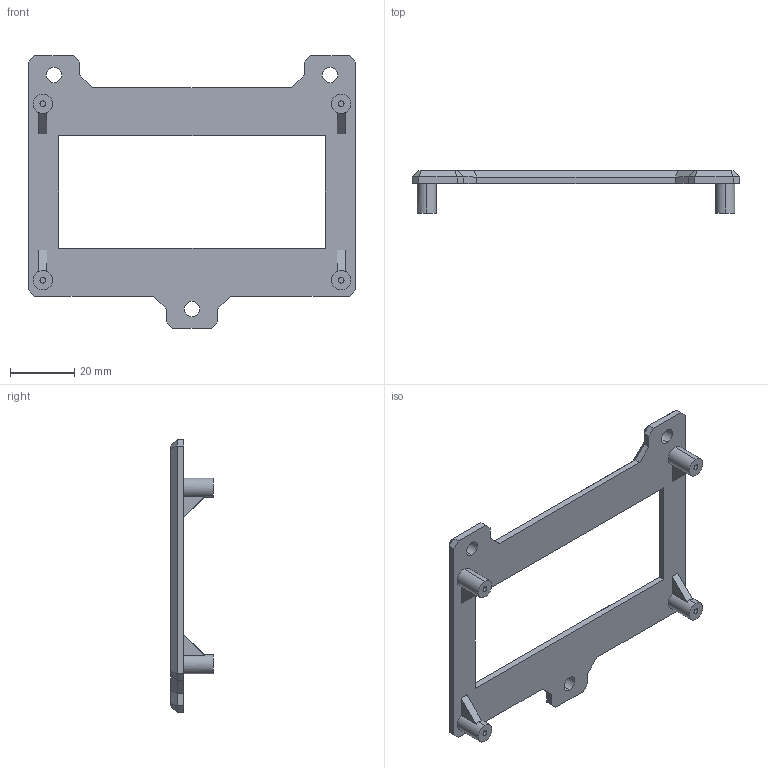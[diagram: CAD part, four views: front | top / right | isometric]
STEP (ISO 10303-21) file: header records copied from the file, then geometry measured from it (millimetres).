
FILE_DESCRIPTION (( 'STEP AP203' ), '1' );
FILE_NAME ('Apollo BVM - Display Mount.STEP', '2020-04-07T22:15:14', ( '' ), ( '' ), 'SwSTEP 2.0', 'SolidWorks 2019', '' );
FILE_SCHEMA (( 'CONFIG_CONTROL_DESIGN' ));
Length unit declared in the file: millimetre
Products named in the file (1): Apollo BVM - Display Mount
Bounding box: 102 x 13.25 x 85 mm (x, y, z)
Volume: 16609.9 mm3; surface area: 11283 mm2
Topology: 1 solids, 1 shells, 100 faces, 242 edges, 152 vertices
Faces by surface type: plane 78, cylinder 22
Entity records: 2959 total; most frequent: CARTESIAN_POINT 519, ORIENTED_EDGE 484, DIRECTION 480, EDGE_CURVE 242, VECTOR 190, LINE 190, VERTEX_POINT 152, AXIS2_PLACEMENT_3D 145
